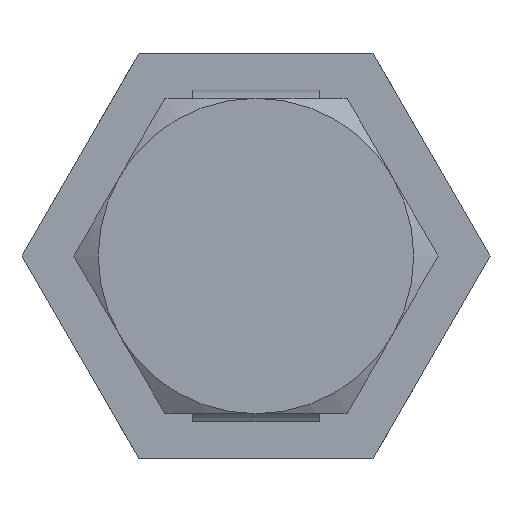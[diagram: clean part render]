
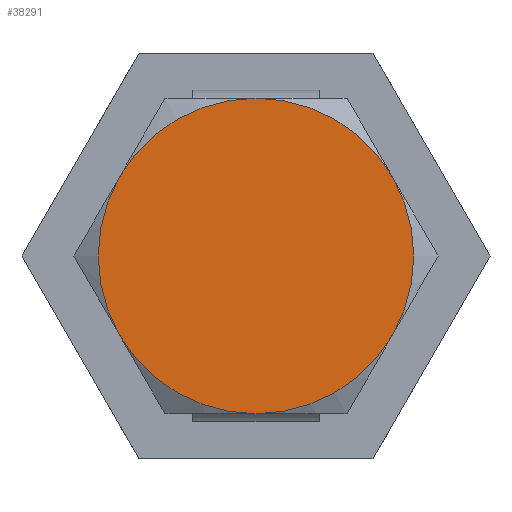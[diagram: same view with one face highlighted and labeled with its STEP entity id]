
A CAD part, left-side view. The second image highlights one B-rep face of the part: STEP entity #38291.
In plain terms, the highlighted planar face has unit normal (-1, 0, 0).
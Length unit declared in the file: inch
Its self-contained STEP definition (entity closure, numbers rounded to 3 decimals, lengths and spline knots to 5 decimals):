
#79 = AXIS2_PLACEMENT_3D ( 'NONE', #28088, #35332, #940 ) ;
#239 = PLANE ( 'NONE',  #24313 ) ;
#940 = DIRECTION ( 'NONE',  ( 0., 0., -1. ) ) ;
#1194 = VERTEX_POINT ( 'NONE', #42349 ) ;
#1900 = VERTEX_POINT ( 'NONE', #10102 ) ;
#2256 = EDGE_CURVE ( 'NONE', #30365, #1900, #44127, .T. ) ;
#2899 = CARTESIAN_POINT ( 'NONE',  ( 0., 0., 0.23622 ) ) ;
#3834 = EDGE_CURVE ( 'NONE', #1194, #38887, #27701, .T. ) ;
#4360 = ORIENTED_EDGE ( 'NONE', *, *, #4743, .T. ) ;
#4591 = EDGE_LOOP ( 'NONE', ( #5822, #29483, #37670, #30823, #4360, #28817 ) ) ;
#4743 = EDGE_CURVE ( 'NONE', #30365, #43216, #37426, .T. ) ;
#5155 = CARTESIAN_POINT ( 'NONE',  ( 0., 0., 0. ) ) ;
#5822 = ORIENTED_EDGE ( 'NONE', *, *, #20216, .F. ) ;
#6130 = CIRCLE ( 'NONE', #32227, 0.23622 ) ;
#6440 = DIRECTION ( 'NONE',  ( 0., 0., 1. ) ) ;
#6580 = CARTESIAN_POINT ( 'NONE',  ( 0., 0., 0. ) ) ;
#6704 = CARTESIAN_POINT ( 'NONE',  ( 0., 0., -0.23622 ) ) ;
#6897 = AXIS2_PLACEMENT_3D ( 'NONE', #11656, #39688, #7913 ) ;
#7557 = AXIS2_PLACEMENT_3D ( 'NONE', #35173, #34939, #6440 ) ;
#7913 = DIRECTION ( 'NONE',  ( 0., 0., -1. ) ) ;
#8425 = CIRCLE ( 'NONE', #18858, 0.23622 ) ;
#10102 = CARTESIAN_POINT ( 'NONE',  ( 0., -0.20457, 0.11811 ) ) ;
#11228 = FACE_OUTER_BOUND ( 'NONE', #4591, .T. ) ;
#11656 = CARTESIAN_POINT ( 'NONE',  ( 0., 0., 0. ) ) ;
#11816 = DIRECTION ( 'NONE',  ( 0., 0., -1. ) ) ;
#15650 = EDGE_CURVE ( 'NONE', #1900, #1194, #6130, .T. ) ;
#16530 = EDGE_CURVE ( 'NONE', #46227, #43216, #38221, .T. ) ;
#17988 = AXIS2_PLACEMENT_3D ( 'NONE', #5155, #30635, #19411 ) ;
#18229 = DIRECTION ( 'NONE',  ( 0., 0., -1. ) ) ;
#18858 = AXIS2_PLACEMENT_3D ( 'NONE', #43597, #29332, #11816 ) ;
#19411 = DIRECTION ( 'NONE',  ( 0., 0., -1. ) ) ;
#20216 = EDGE_CURVE ( 'NONE', #38887, #46227, #8425, .T. ) ;
#21045 = CARTESIAN_POINT ( 'NONE',  ( 0., 0., 0. ) ) ;
#23627 = CARTESIAN_POINT ( 'NONE',  ( 0., 0.20457, 0.11811 ) ) ;
#24313 = AXIS2_PLACEMENT_3D ( 'NONE', #21045, #43016, #18229 ) ;
#27701 = CIRCLE ( 'NONE', #17988, 0.23622 ) ;
#28088 = CARTESIAN_POINT ( 'NONE',  ( 0., 0., 0. ) ) ;
#28299 = DIRECTION ( 'NONE',  ( 1., 0., 0. ) ) ;
#28817 = ORIENTED_EDGE ( 'NONE', *, *, #16530, .F. ) ;
#29332 = DIRECTION ( 'NONE',  ( 1., 0., 0. ) ) ;
#29483 = ORIENTED_EDGE ( 'NONE', *, *, #3834, .F. ) ;
#30365 = VERTEX_POINT ( 'NONE', #2899 ) ;
#30635 = DIRECTION ( 'NONE',  ( 1., 0., 0. ) ) ;
#30823 = ORIENTED_EDGE ( 'NONE', *, *, #2256, .F. ) ;
#32227 = AXIS2_PLACEMENT_3D ( 'NONE', #6580, #28299, #42795 ) ;
#34939 = DIRECTION ( 'NONE',  ( -1., 0., 0. ) ) ;
#35173 = CARTESIAN_POINT ( 'NONE',  ( 0., 0., 0. ) ) ;
#35332 = DIRECTION ( 'NONE',  ( 1., 0., 0. ) ) ;
#37426 = CIRCLE ( 'NONE', #7557, 0.23622 ) ;
#37670 = ORIENTED_EDGE ( 'NONE', *, *, #15650, .F. ) ;
#38221 = CIRCLE ( 'NONE', #6897, 0.23622 ) ;
#38291 = ADVANCED_FACE ( 'NONE', ( #11228 ), #239, .F. ) ;
#38887 = VERTEX_POINT ( 'NONE', #6704 ) ;
#39688 = DIRECTION ( 'NONE',  ( 1., 0., 0. ) ) ;
#39992 = CARTESIAN_POINT ( 'NONE',  ( 0., 0.20457, -0.11811 ) ) ;
#42349 = CARTESIAN_POINT ( 'NONE',  ( 0., -0.20457, -0.11811 ) ) ;
#42795 = DIRECTION ( 'NONE',  ( 0., 0., -1. ) ) ;
#43016 = DIRECTION ( 'NONE',  ( 1., 0., 0. ) ) ;
#43216 = VERTEX_POINT ( 'NONE', #23627 ) ;
#43597 = CARTESIAN_POINT ( 'NONE',  ( 0., 0., 0. ) ) ;
#44127 = CIRCLE ( 'NONE', #79, 0.23622 ) ;
#46227 = VERTEX_POINT ( 'NONE', #39992 ) ;
